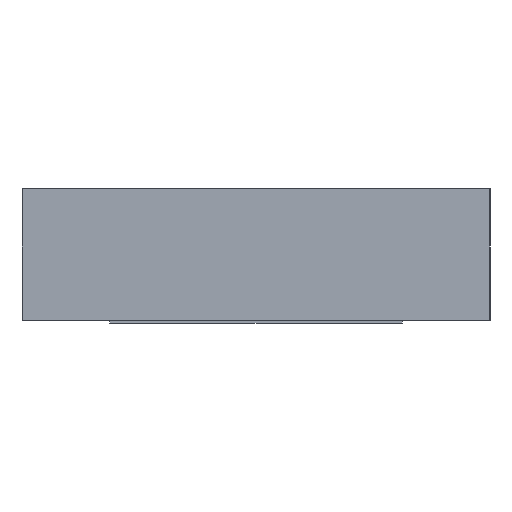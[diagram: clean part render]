
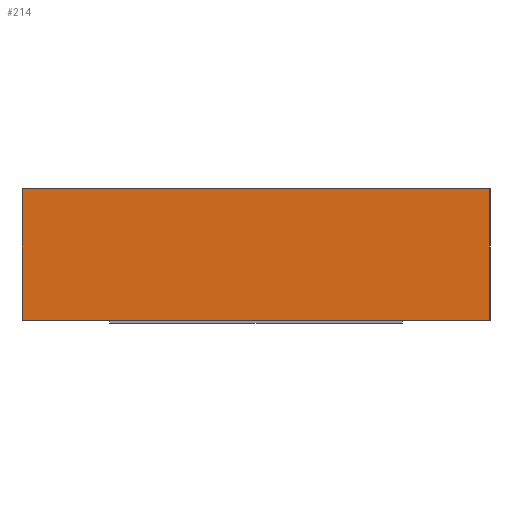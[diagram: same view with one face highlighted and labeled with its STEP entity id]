
A CAD part, left-side view. The second image highlights one B-rep face of the part: STEP entity #214.
In plain terms, the highlighted planar face has unit normal (-1, 0, 0).
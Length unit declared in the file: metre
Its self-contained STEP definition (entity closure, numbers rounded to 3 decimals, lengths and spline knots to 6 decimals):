
#214 = ADVANCED_FACE( '', ( #426 ), #427, .F. );
#426 = FACE_OUTER_BOUND( '', #644, .T. );
#427 = PLANE( '', #645 );
#644 = EDGE_LOOP( '', ( #1162, #1163, #1164, #1165 ) );
#645 = AXIS2_PLACEMENT_3D( '', #1166, #1167, #1168 );
#1162 = ORIENTED_EDGE( '', *, *, #1468, .T. );
#1163 = ORIENTED_EDGE( '', *, *, #1603, .F. );
#1164 = ORIENTED_EDGE( '', *, *, #1566, .F. );
#1165 = ORIENTED_EDGE( '', *, *, #1605, .T. );
#1166 = CARTESIAN_POINT( '', ( -0.001925, 0., 0.00045 ) );
#1167 = DIRECTION( '', ( 1., 0., 0. ) );
#1168 = DIRECTION( '', ( 0., 0., -1. ) );
#1468 = EDGE_CURVE( '', #1793, #1791, #1794, .T. );
#1566 = EDGE_CURVE( '', #1940, #1942, #1943, .T. );
#1603 = EDGE_CURVE( '', #1942, #1791, #1990, .T. );
#1605 = EDGE_CURVE( '', #1940, #1793, #1992, .T. );
#1791 = VERTEX_POINT( '', #2248 );
#1793 = VERTEX_POINT( '', #2251 );
#1794 = LINE( '', #2252, #2253 );
#1940 = VERTEX_POINT( '', #2477 );
#1942 = VERTEX_POINT( '', #2480 );
#1943 = LINE( '', #2481, #2482 );
#1990 = LINE( '', #2555, #2556 );
#1992 = LINE( '', #2558, #2559 );
#2248 = CARTESIAN_POINT( '', ( -0.001925, -0.0008, 0. ) );
#2251 = CARTESIAN_POINT( '', ( -0.001925, 0.0008, 0. ) );
#2252 = CARTESIAN_POINT( '', ( -0.001925, 0., 0. ) );
#2253 = VECTOR( '', #2684, 1. );
#2477 = CARTESIAN_POINT( '', ( -0.001925, 0.0008, 0.00045 ) );
#2480 = CARTESIAN_POINT( '', ( -0.001925, -0.0008, 0.00045 ) );
#2481 = CARTESIAN_POINT( '', ( -0.001925, 0., 0.00045 ) );
#2482 = VECTOR( '', #2764, 1. );
#2555 = CARTESIAN_POINT( '', ( -0.001925, -0.0008, 0.00045 ) );
#2556 = VECTOR( '', #2791, 1. );
#2558 = CARTESIAN_POINT( '', ( -0.001925, 0.0008, 0.00045 ) );
#2559 = VECTOR( '', #2792, 1. );
#2684 = DIRECTION( '', ( 0., -1., 0. ) );
#2764 = DIRECTION( '', ( 0., -1., 0. ) );
#2791 = DIRECTION( '', ( 0., 0., -1. ) );
#2792 = DIRECTION( '', ( 0., 0., -1. ) );
